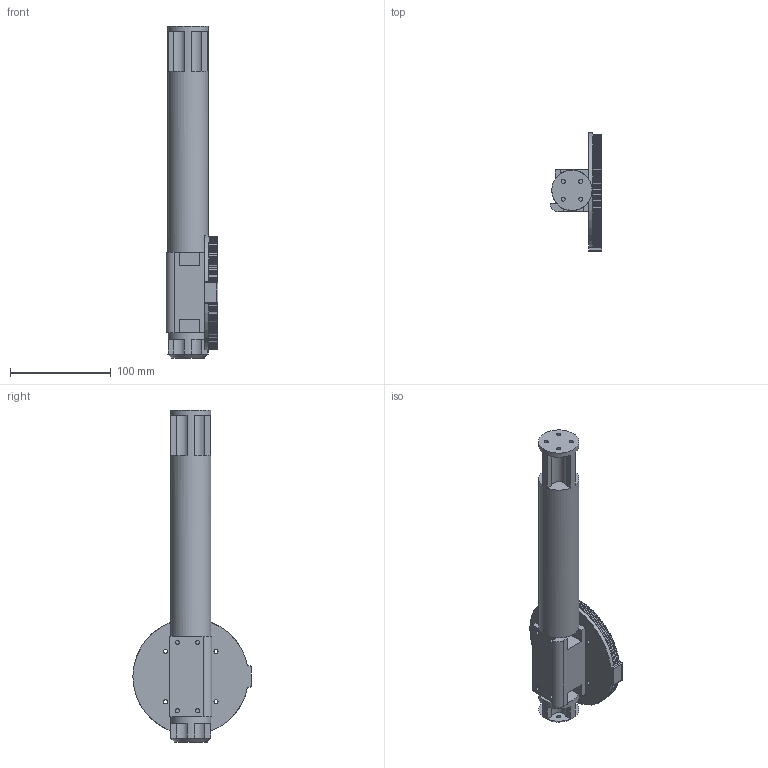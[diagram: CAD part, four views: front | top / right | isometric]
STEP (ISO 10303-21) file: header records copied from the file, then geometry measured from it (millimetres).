
FILE_DESCRIPTION(/* description */ ('STEP AP242','CAx-IF Rec.Pracs.---Representation and Presentation of Product Manufacturing Information (PMI)---4.0---2014-10-13','CAx-IF Rec.Pracs.---3D Tessellated Geometry---0.4---2014-09-14','2;1'),/* implementation_level */ '2;1');
FILE_NAME(/* name */ '687eddaa8864aa6dad1b78d4',/* time_stamp */ '2025-07-22T00:39:06Z',/* author */ (''),/* organization */ (''),/* preprocessor_version */ 'ST-DEVELOPER v20',/* originating_system */ 'ONSHAPE BY PTC INC, 1.201',/* authorisation */ ' ');
FILE_SCHEMA (('AP242_MANAGED_MODEL_BASED_3D_ENGINEERING_MIM_LF { 1 0 10303 442 1 1 4 }'));
Length unit declared in the file: metre
Products named in the file (1): J2
Bounding box: 51.5 x 117.49 x 330 mm (x, y, z)
Volume: 462499 mm3; surface area: 78275.3 mm2
Topology: 1 solids, 1 shells, 405 faces, 1170 edges, 772 vertices
Faces by surface type: cylinder 326, plane 77, cone 1, torus 1
Full cylindrical faces by diameter (mm): 3.997 x1, 4 x15, 40 x1, 83.5 x1
Entity records: 13602 total; most frequent: DIRECTION 2629, CARTESIAN_POINT 2339, ORIENTED_EDGE 2284, EDGE_CURVE 1142, AXIS2_PLACEMENT_3D 1087, VERTEX_POINT 764, CIRCLE 679, EDGE_LOOP 462
